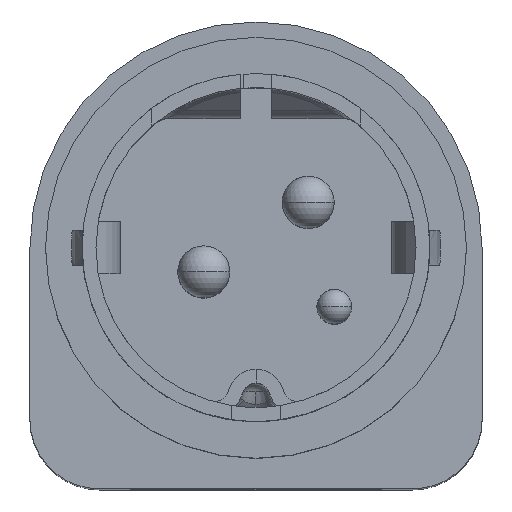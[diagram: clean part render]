
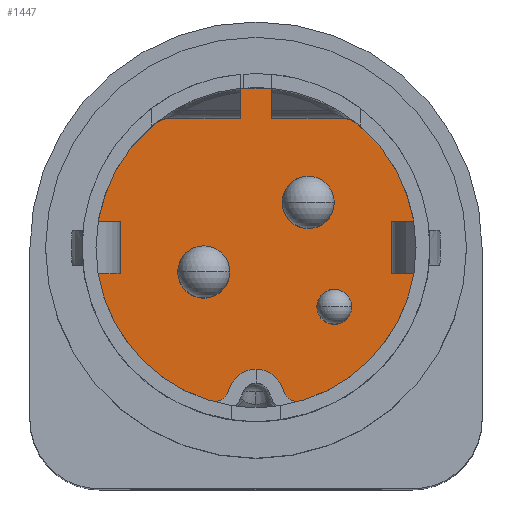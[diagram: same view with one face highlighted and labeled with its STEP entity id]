
A CAD part, top view. The second image highlights one B-rep face of the part: STEP entity #1447.
In plain terms, the highlighted planar face has unit normal (0, 0, 1).
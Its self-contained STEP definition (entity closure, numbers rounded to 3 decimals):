
#1183 = VERTEX_POINT ( 'NONE', #6717 ) ;
#1185 = EDGE_CURVE ( 'NONE', #1183, #1186, #6716, .T. ) ;
#1186 = VERTEX_POINT ( 'NONE', #6711 ) ;
#1261 = VERTEX_POINT ( 'NONE', #6819 ) ;
#1283 = EDGE_CURVE ( 'NONE', #1288, #1261, #6896, .T. ) ;
#1288 = VERTEX_POINT ( 'NONE', #6931 ) ;
#1290 = VERTEX_POINT ( 'NONE', #6930 ) ;
#1292 = EDGE_CURVE ( 'NONE', #1290, #1293, #6929, .T. ) ;
#1293 = VERTEX_POINT ( 'NONE', #6924 ) ;
#1398 = ORIENTED_EDGE ( 'NONE', *, *, #1399, .F. ) ;
#1399 = EDGE_CURVE ( 'NONE', #1460, #1443, #7188, .T. ) ;
#1400 = EDGE_LOOP ( 'NONE', ( #1408, #1410 ) ) ;
#1401 = VERTEX_POINT ( 'NONE', #7159 ) ;
#1402 = VERTEX_POINT ( 'NONE', #7158 ) ;
#1404 = EDGE_CURVE ( 'NONE', #1402, #1401, #7156, .T. ) ;
#1408 = ORIENTED_EDGE ( 'NONE', *, *, #1409, .F. ) ;
#1409 = EDGE_CURVE ( 'NONE', #1186, #1183, #7212, .T. ) ;
#1410 = ORIENTED_EDGE ( 'NONE', *, *, #1185, .F. ) ;
#1411 = EDGE_LOOP ( 'NONE', ( #1412, #1413 ) ) ;
#1412 = ORIENTED_EDGE ( 'NONE', *, *, #1446, .F. ) ;
#1413 = ORIENTED_EDGE ( 'NONE', *, *, #1404, .F. ) ;
#1438 = ORIENTED_EDGE ( 'NONE', *, *, #1439, .T. ) ;
#1439 = EDGE_CURVE ( 'NONE', #1261, #1440, #7223, .T. ) ;
#1440 = VERTEX_POINT ( 'NONE', #7219 ) ;
#1441 = ORIENTED_EDGE ( 'NONE', *, *, #1442, .F. ) ;
#1442 = EDGE_CURVE ( 'NONE', #1443, #1440, #7218, .T. ) ;
#1443 = VERTEX_POINT ( 'NONE', #7214 ) ;
#1446 = EDGE_CURVE ( 'NONE', #1401, #1402, #7272, .T. ) ;
#1447 = ADVANCED_FACE ( 'NONE', ( #7267, #7266, #7265, #7264 ), #7249, .F. ) ;
#1448 = EDGE_LOOP ( 'NONE', ( #1449, #1456 ) ) ;
#1449 = ORIENTED_EDGE ( 'NONE', *, *, #1450, .F. ) ;
#1450 = EDGE_CURVE ( 'NONE', #1293, #1290, #7305, .T. ) ;
#1451 = ORIENTED_EDGE ( 'NONE', *, *, #1452, .F. ) ;
#1452 = EDGE_CURVE ( 'NONE', #1288, #1467, #7300, .T. ) ;
#1453 = ORIENTED_EDGE ( 'NONE', *, *, #1283, .T. ) ;
#1456 = ORIENTED_EDGE ( 'NONE', *, *, #1292, .F. ) ;
#1457 = EDGE_LOOP ( 'NONE', ( #1458, #1462, #1465, #1451, #1453, #1438, #1441, #1398 ) ) ;
#1458 = ORIENTED_EDGE ( 'NONE', *, *, #1459, .T. ) ;
#1459 = EDGE_CURVE ( 'NONE', #1460, #1461, #7291, .T. ) ;
#1460 = VERTEX_POINT ( 'NONE', #7286 ) ;
#1461 = VERTEX_POINT ( 'NONE', #7285 ) ;
#1462 = ORIENTED_EDGE ( 'NONE', *, *, #1463, .T. ) ;
#1463 = EDGE_CURVE ( 'NONE', #1461, #1464, #7284, .T. ) ;
#1464 = VERTEX_POINT ( 'NONE', #7280 ) ;
#1465 = ORIENTED_EDGE ( 'NONE', *, *, #1466, .T. ) ;
#1466 = EDGE_CURVE ( 'NONE', #1464, #1467, #7279, .T. ) ;
#1467 = VERTEX_POINT ( 'NONE', #7275 ) ;
#6711 = CARTESIAN_POINT ( 'NONE',  ( 0.75, 1.3, -6.51 ) ) ;
#6712 = DIRECTION ( 'NONE',  ( -1., 0., 0. ) ) ;
#6713 = DIRECTION ( 'NONE',  ( 0., 0., 1. ) ) ;
#6714 = CARTESIAN_POINT ( 'NONE',  ( 1.5, 1.3, -6.51 ) ) ;
#6715 = AXIS2_PLACEMENT_3D ( 'NONE', #6714, #6713, #6712 ) ;
#6716 = CIRCLE ( 'NONE', #6715, 0.75 ) ;
#6717 = CARTESIAN_POINT ( 'NONE',  ( 2.25, 1.3, -6.51 ) ) ;
#6819 = CARTESIAN_POINT ( 'NONE',  ( 4.538, -0.75, -6.51 ) ) ;
#6883 = DIRECTION ( 'NONE',  ( -1., 0., 0. ) ) ;
#6884 = DIRECTION ( 'NONE',  ( 0., 0., 1. ) ) ;
#6895 = AXIS2_PLACEMENT_3D ( 'NONE', #6898, #6884, #6883 ) ;
#6896 = CIRCLE ( 'NONE', #6895, 4.6 ) ;
#6898 = CARTESIAN_POINT ( 'NONE',  ( 0., 0., -6.51 ) ) ;
#6924 = CARTESIAN_POINT ( 'NONE',  ( -2.25, -0.7, -6.51 ) ) ;
#6925 = DIRECTION ( 'NONE',  ( -1., 0., 0. ) ) ;
#6926 = DIRECTION ( 'NONE',  ( 0., 0., 1. ) ) ;
#6927 = CARTESIAN_POINT ( 'NONE',  ( -1.5, -0.7, -6.51 ) ) ;
#6928 = AXIS2_PLACEMENT_3D ( 'NONE', #6927, #6926, #6925 ) ;
#6929 = CIRCLE ( 'NONE', #6928, 0.75 ) ;
#6930 = CARTESIAN_POINT ( 'NONE',  ( -0.75, -0.7, -6.51 ) ) ;
#6931 = CARTESIAN_POINT ( 'NONE',  ( -4.538, -0.75, -6.51 ) ) ;
#7152 = DIRECTION ( 'NONE',  ( -1., 0., 0. ) ) ;
#7153 = DIRECTION ( 'NONE',  ( 0., 0., 1. ) ) ;
#7154 = CARTESIAN_POINT ( 'NONE',  ( 2.25, -1.7, -6.51 ) ) ;
#7155 = AXIS2_PLACEMENT_3D ( 'NONE', #7154, #7153, #7152 ) ;
#7156 = CIRCLE ( 'NONE', #7155, 0.5 ) ;
#7157 = CARTESIAN_POINT ( 'NONE',  ( 1.5, 1.3, -6.51 ) ) ;
#7158 = CARTESIAN_POINT ( 'NONE',  ( 2.75, -1.7, -6.51 ) ) ;
#7159 = CARTESIAN_POINT ( 'NONE',  ( 1.75, -1.7, -6.51 ) ) ;
#7160 = DIRECTION ( 'NONE',  ( -1., 0., 0. ) ) ;
#7161 = VECTOR ( 'NONE', #7160, 1000. ) ;
#7162 = CARTESIAN_POINT ( 'NONE',  ( -8.691, 0.75, -6.51 ) ) ;
#7188 = LINE ( 'NONE', #7162, #7161 ) ;
#7209 = DIRECTION ( 'NONE',  ( -1., 0., 0. ) ) ;
#7210 = DIRECTION ( 'NONE',  ( 0., 0., 1. ) ) ;
#7211 = AXIS2_PLACEMENT_3D ( 'NONE', #7157, #7210, #7209 ) ;
#7212 = CIRCLE ( 'NONE', #7211, 0.75 ) ;
#7214 = CARTESIAN_POINT ( 'NONE',  ( 3.9, 0.75, -6.51 ) ) ;
#7215 = DIRECTION ( 'NONE',  ( 0., -1., 0. ) ) ;
#7216 = VECTOR ( 'NONE', #7215, 1000. ) ;
#7217 = CARTESIAN_POINT ( 'NONE',  ( 3.9, 0.75, -6.51 ) ) ;
#7218 = LINE ( 'NONE', #7217, #7216 ) ;
#7219 = CARTESIAN_POINT ( 'NONE',  ( 3.9, -0.75, -6.51 ) ) ;
#7220 = DIRECTION ( 'NONE',  ( -1., 0., 0. ) ) ;
#7221 = VECTOR ( 'NONE', #7220, 1000. ) ;
#7222 = CARTESIAN_POINT ( 'NONE',  ( -8.691, -0.75, -6.51 ) ) ;
#7223 = LINE ( 'NONE', #7222, #7221 ) ;
#7245 = DIRECTION ( 'NONE',  ( -1., 0., 0. ) ) ;
#7246 = DIRECTION ( 'NONE',  ( 0., 0., -1. ) ) ;
#7247 = CARTESIAN_POINT ( 'NONE',  ( 0., 0., -6.51 ) ) ;
#7248 = AXIS2_PLACEMENT_3D ( 'NONE', #7247, #7246, #7245 ) ;
#7249 = PLANE ( 'NONE',  #7248 ) ;
#7264 = FACE_BOUND ( 'NONE', #1411, .T. ) ;
#7265 = FACE_BOUND ( 'NONE', #1400, .T. ) ;
#7266 = FACE_OUTER_BOUND ( 'NONE', #1457, .T. ) ;
#7267 = FACE_BOUND ( 'NONE', #1448, .T. ) ;
#7268 = DIRECTION ( 'NONE',  ( -1., 0., 0. ) ) ;
#7269 = DIRECTION ( 'NONE',  ( 0., 0., 1. ) ) ;
#7270 = CARTESIAN_POINT ( 'NONE',  ( 2.25, -1.7, -6.51 ) ) ;
#7271 = AXIS2_PLACEMENT_3D ( 'NONE', #7270, #7269, #7268 ) ;
#7272 = CIRCLE ( 'NONE', #7271, 0.5 ) ;
#7275 = CARTESIAN_POINT ( 'NONE',  ( -3.9, -0.75, -6.51 ) ) ;
#7276 = DIRECTION ( 'NONE',  ( 0., -1., 0. ) ) ;
#7277 = VECTOR ( 'NONE', #7276, 1000. ) ;
#7278 = CARTESIAN_POINT ( 'NONE',  ( -3.9, 0.75, -6.51 ) ) ;
#7279 = LINE ( 'NONE', #7278, #7277 ) ;
#7280 = CARTESIAN_POINT ( 'NONE',  ( -3.9, 0.75, -6.51 ) ) ;
#7281 = DIRECTION ( 'NONE',  ( 1., 0., 0. ) ) ;
#7282 = VECTOR ( 'NONE', #7281, 1000. ) ;
#7283 = CARTESIAN_POINT ( 'NONE',  ( -8.691, 0.75, -6.51 ) ) ;
#7284 = LINE ( 'NONE', #7283, #7282 ) ;
#7285 = CARTESIAN_POINT ( 'NONE',  ( -4.538, 0.75, -6.51 ) ) ;
#7286 = CARTESIAN_POINT ( 'NONE',  ( 4.538, 0.75, -6.51 ) ) ;
#7287 = DIRECTION ( 'NONE',  ( -1., 0., 0. ) ) ;
#7288 = DIRECTION ( 'NONE',  ( 0., 0., 1. ) ) ;
#7289 = CARTESIAN_POINT ( 'NONE',  ( 0., 0., -6.51 ) ) ;
#7290 = AXIS2_PLACEMENT_3D ( 'NONE', #7289, #7288, #7287 ) ;
#7291 = CIRCLE ( 'NONE', #7290, 4.6 ) ;
#7297 = DIRECTION ( 'NONE',  ( 1., 0., 0. ) ) ;
#7298 = VECTOR ( 'NONE', #7297, 1000. ) ;
#7299 = CARTESIAN_POINT ( 'NONE',  ( -8.691, -0.75, -6.51 ) ) ;
#7300 = LINE ( 'NONE', #7299, #7298 ) ;
#7301 = DIRECTION ( 'NONE',  ( -1., 0., 0. ) ) ;
#7302 = DIRECTION ( 'NONE',  ( 0., 0., 1. ) ) ;
#7303 = CARTESIAN_POINT ( 'NONE',  ( -1.5, -0.7, -6.51 ) ) ;
#7304 = AXIS2_PLACEMENT_3D ( 'NONE', #7303, #7302, #7301 ) ;
#7305 = CIRCLE ( 'NONE', #7304, 0.75 ) ;
